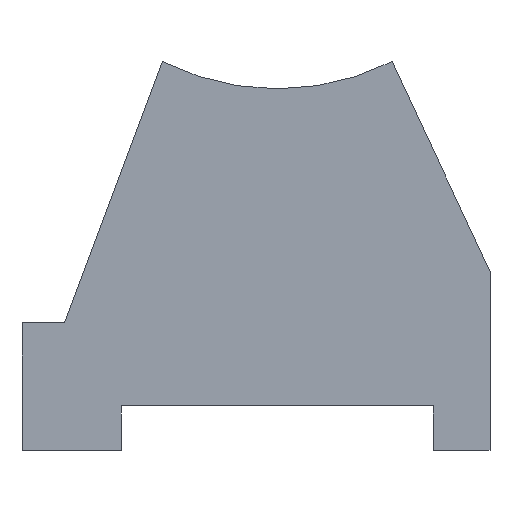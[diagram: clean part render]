
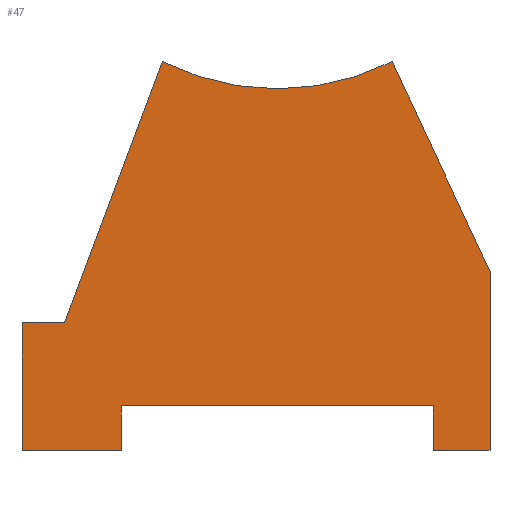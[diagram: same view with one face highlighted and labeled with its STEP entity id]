
A CAD part, front view. The second image highlights one B-rep face of the part: STEP entity #47.
In plain terms, the highlighted planar face has unit normal (0, -1, 0).
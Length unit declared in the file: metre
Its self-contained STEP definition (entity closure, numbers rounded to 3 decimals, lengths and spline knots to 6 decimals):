
#47 = ADVANCED_FACE( '', ( #107 ), #108, .F. );
#107 = FACE_OUTER_BOUND( '', #201, .T. );
#108 = PLANE( '', #202 );
#201 = EDGE_LOOP( '', ( #294, #295, #296, #297, #298, #299, #300, #301, #302, #303, #304 ) );
#202 = AXIS2_PLACEMENT_3D( '', #305, #306, #307 );
#294 = ORIENTED_EDGE( '', *, *, #473, .T. );
#295 = ORIENTED_EDGE( '', *, *, #468, .T. );
#296 = ORIENTED_EDGE( '', *, *, #474, .T. );
#297 = ORIENTED_EDGE( '', *, *, #475, .T. );
#298 = ORIENTED_EDGE( '', *, *, #476, .T. );
#299 = ORIENTED_EDGE( '', *, *, #477, .T. );
#300 = ORIENTED_EDGE( '', *, *, #478, .T. );
#301 = ORIENTED_EDGE( '', *, *, #479, .T. );
#302 = ORIENTED_EDGE( '', *, *, #480, .T. );
#303 = ORIENTED_EDGE( '', *, *, #481, .T. );
#304 = ORIENTED_EDGE( '', *, *, #482, .T. );
#305 = CARTESIAN_POINT( '', ( 0., 0., 0.0145 ) );
#306 = DIRECTION( '', ( 0., 1., 0. ) );
#307 = DIRECTION( '', ( 0., 0., 1. ) );
#468 = EDGE_CURVE( '', #538, #539, #540, .T. );
#473 = EDGE_CURVE( '', #547, #538, #548, .T. );
#474 = EDGE_CURVE( '', #539, #549, #550, .T. );
#475 = EDGE_CURVE( '', #549, #551, #552, .T. );
#476 = EDGE_CURVE( '', #551, #553, #554, .T. );
#477 = EDGE_CURVE( '', #553, #555, #556, .T. );
#478 = EDGE_CURVE( '', #555, #557, #558, .T. );
#479 = EDGE_CURVE( '', #557, #559, #560, .T. );
#480 = EDGE_CURVE( '', #559, #561, #562, .T. );
#481 = EDGE_CURVE( '', #561, #563, #564, .T. );
#482 = EDGE_CURVE( '', #563, #547, #565, .T. );
#538 = VERTEX_POINT( '', #646 );
#539 = VERTEX_POINT( '', #647 );
#540 = LINE( '', #648, #649 );
#547 = VERTEX_POINT( '', #659 );
#548 = LINE( '', #660, #661 );
#549 = VERTEX_POINT( '', #662 );
#550 = CIRCLE( '', #663, 0.006 );
#551 = VERTEX_POINT( '', #664 );
#552 = LINE( '', #665, #666 );
#553 = VERTEX_POINT( '', #667 );
#554 = LINE( '', #668, #669 );
#555 = VERTEX_POINT( '', #670 );
#556 = LINE( '', #671, #672 );
#557 = VERTEX_POINT( '', #673 );
#558 = LINE( '', #674, #675 );
#559 = VERTEX_POINT( '', #676 );
#560 = LINE( '', #677, #678 );
#561 = VERTEX_POINT( '', #679 );
#562 = LINE( '', #680, #681 );
#563 = VERTEX_POINT( '', #682 );
#564 = LINE( '', #683, #684 );
#565 = LINE( '', #685, #686 );
#646 = CARTESIAN_POINT( '', ( 0.005, 0., 0.004209 ) );
#647 = CARTESIAN_POINT( '', ( 0.0027, 0., 0.009142 ) );
#648 = CARTESIAN_POINT( '', ( 0.005, 0., 0.004209 ) );
#649 = VECTOR( '', #1288, 1. );
#659 = CARTESIAN_POINT( '', ( 0.005, 0., 0. ) );
#660 = CARTESIAN_POINT( '', ( 0.005, 0., 0.004209 ) );
#661 = VECTOR( '', #1292, 1. );
#662 = CARTESIAN_POINT( '', ( -0.0027, 0., 0.009142 ) );
#663 = AXIS2_PLACEMENT_3D( '', #1293, #1294, #1295 );
#664 = CARTESIAN_POINT( '', ( -0.005, 0., 0.003 ) );
#665 = CARTESIAN_POINT( '', ( -0.005, 0., 0.003 ) );
#666 = VECTOR( '', #1296, 1. );
#667 = CARTESIAN_POINT( '', ( -0.006, 0., 0.003 ) );
#668 = CARTESIAN_POINT( '', ( -0.006, 0., 0.003 ) );
#669 = VECTOR( '', #1297, 1. );
#670 = CARTESIAN_POINT( '', ( -0.006, 0., 0. ) );
#671 = CARTESIAN_POINT( '', ( -0.006, 0., 0. ) );
#672 = VECTOR( '', #1298, 1. );
#673 = CARTESIAN_POINT( '', ( -0.003667, 0., 0. ) );
#674 = CARTESIAN_POINT( '', ( -0.006, 0., 0. ) );
#675 = VECTOR( '', #1299, 1. );
#676 = CARTESIAN_POINT( '', ( -0.003667, 0., 0.001048 ) );
#677 = CARTESIAN_POINT( '', ( -0.003667, 0., 0. ) );
#678 = VECTOR( '', #1300, 1. );
#679 = CARTESIAN_POINT( '', ( 0.003667, 0., 0.001048 ) );
#680 = CARTESIAN_POINT( '', ( -0.003667, 0., 0.001048 ) );
#681 = VECTOR( '', #1301, 1. );
#682 = CARTESIAN_POINT( '', ( 0.003667, 0., 0. ) );
#683 = CARTESIAN_POINT( '', ( 0.003667, 0., 0.001048 ) );
#684 = VECTOR( '', #1302, 1. );
#685 = CARTESIAN_POINT( '', ( 0.005, 0., 0. ) );
#686 = VECTOR( '', #1303, 1. );
#1288 = DIRECTION( '', ( -0.423, 0., 0.906 ) );
#1292 = DIRECTION( '', ( 0., 0., 1. ) );
#1293 = CARTESIAN_POINT( '', ( 0., 0., 0.0145 ) );
#1294 = DIRECTION( '', ( 0., 1., 0. ) );
#1295 = DIRECTION( '', ( 1., 0., 0. ) );
#1296 = DIRECTION( '', ( -0.351, 0., -0.936 ) );
#1297 = DIRECTION( '', ( -1., 0., 0. ) );
#1298 = DIRECTION( '', ( 0., 0., -1. ) );
#1299 = DIRECTION( '', ( 1., 0., 0. ) );
#1300 = DIRECTION( '', ( 0., 0., 1. ) );
#1301 = DIRECTION( '', ( 1., 0., 0. ) );
#1302 = DIRECTION( '', ( 0., 0., -1. ) );
#1303 = DIRECTION( '', ( 1., 0., 0. ) );
